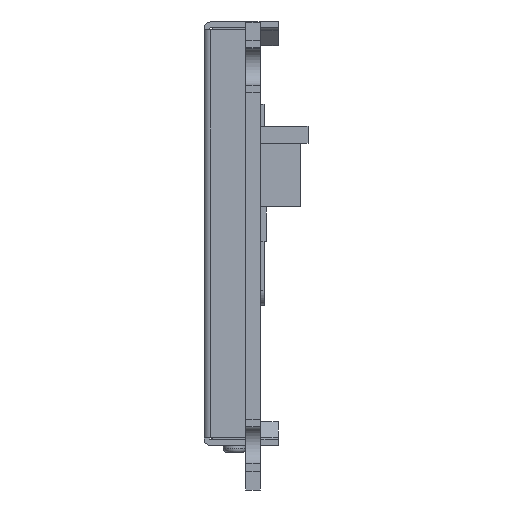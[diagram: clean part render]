
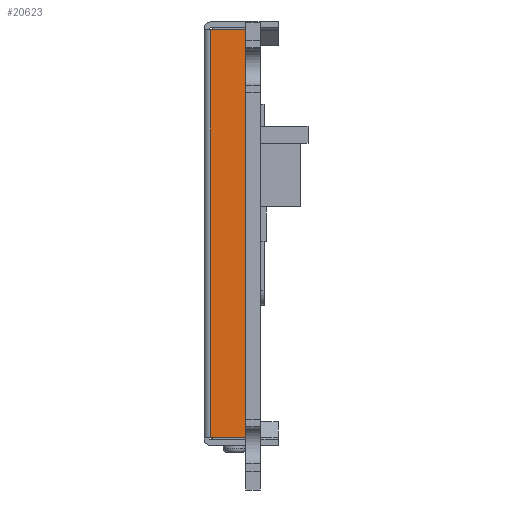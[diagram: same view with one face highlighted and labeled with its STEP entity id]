
A CAD part, left-side view. The second image highlights one B-rep face of the part: STEP entity #20623.
In plain terms, the highlighted planar face has unit normal (-1, 0, 0).
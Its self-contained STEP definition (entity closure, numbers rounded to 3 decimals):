
#1758 = LINE ( 'NONE', #21882, #25157 ) ;
#3425 = PLANE ( 'NONE',  #7017 ) ;
#4771 = VECTOR ( 'NONE', #23664, 1000. ) ;
#5029 = ORIENTED_EDGE ( 'NONE', *, *, #12061, .T. ) ;
#5964 = EDGE_LOOP ( 'NONE', ( #17290, #12025, #18667, #5029 ) ) ;
#7017 = AXIS2_PLACEMENT_3D ( 'NONE', #17203, #19454, #25675 ) ;
#7383 = VECTOR ( 'NONE', #21359, 1000. ) ;
#9501 = VERTEX_POINT ( 'NONE', #17373 ) ;
#9819 = VECTOR ( 'NONE', #25487, 1000. ) ;
#10087 = EDGE_CURVE ( 'NONE', #9501, #12158, #23154, .T. ) ;
#12025 = ORIENTED_EDGE ( 'NONE', *, *, #17461, .T. ) ;
#12061 = EDGE_CURVE ( 'NONE', #16613, #9501, #22968, .T. ) ;
#12158 = VERTEX_POINT ( 'NONE', #13925 ) ;
#13066 = CARTESIAN_POINT ( 'NONE',  ( -43.5, 1., 15.75 ) ) ;
#13925 = CARTESIAN_POINT ( 'NONE',  ( -43.5, 1., 15.225 ) ) ;
#14181 = EDGE_CURVE ( 'NONE', #18969, #16613, #1758, .T. ) ;
#15600 = FACE_OUTER_BOUND ( 'NONE', #5964, .T. ) ;
#16613 = VERTEX_POINT ( 'NONE', #25371 ) ;
#17203 = CARTESIAN_POINT ( 'NONE',  ( -43.5, 3.8, 15.75 ) ) ;
#17273 = CARTESIAN_POINT ( 'NONE',  ( -43.5, 3.8, 15.225 ) ) ;
#17290 = ORIENTED_EDGE ( 'NONE', *, *, #10087, .T. ) ;
#17373 = CARTESIAN_POINT ( 'NONE',  ( -43.5, 1., -12.225 ) ) ;
#17403 = LINE ( 'NONE', #17273, #9819 ) ;
#17461 = EDGE_CURVE ( 'NONE', #12158, #18969, #17403, .T. ) ;
#18454 = CARTESIAN_POINT ( 'NONE',  ( -43.5, 3.375, 15.225 ) ) ;
#18667 = ORIENTED_EDGE ( 'NONE', *, *, #14181, .T. ) ;
#18969 = VERTEX_POINT ( 'NONE', #18454 ) ;
#19454 = DIRECTION ( 'NONE',  ( 1., 0., 0. ) ) ;
#20623 = ADVANCED_FACE ( 'NONE', ( #15600 ), #3425, .F. ) ;
#21359 = DIRECTION ( 'NONE',  ( 0., -1., 0. ) ) ;
#21882 = CARTESIAN_POINT ( 'NONE',  ( -43.5, 3.375, -12.225 ) ) ;
#22830 = CARTESIAN_POINT ( 'NONE',  ( -43.5, 3.8, -12.225 ) ) ;
#22968 = LINE ( 'NONE', #22830, #7383 ) ;
#23154 = LINE ( 'NONE', #13066, #4771 ) ;
#23664 = DIRECTION ( 'NONE',  ( 0., 0., 1. ) ) ;
#25157 = VECTOR ( 'NONE', #25999, 1000. ) ;
#25371 = CARTESIAN_POINT ( 'NONE',  ( -43.5, 3.375, -12.225 ) ) ;
#25487 = DIRECTION ( 'NONE',  ( 0., 1., 0. ) ) ;
#25675 = DIRECTION ( 'NONE',  ( 0., 0., -1. ) ) ;
#25999 = DIRECTION ( 'NONE',  ( 0., 0., -1. ) ) ;
